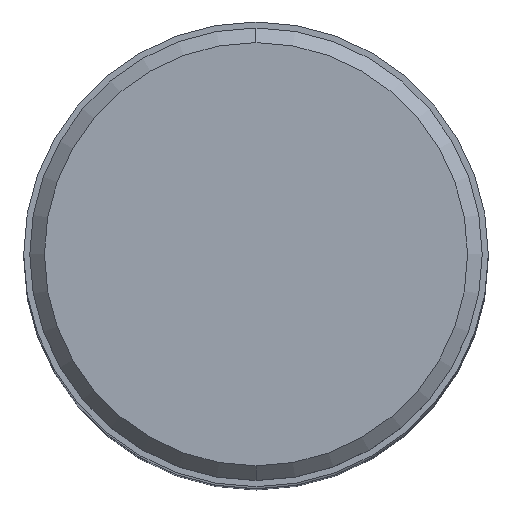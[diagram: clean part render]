
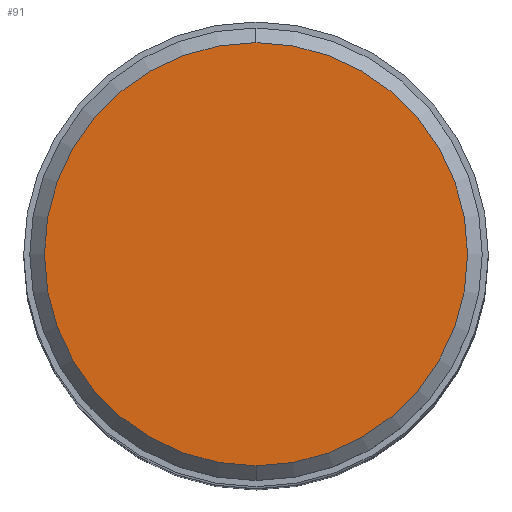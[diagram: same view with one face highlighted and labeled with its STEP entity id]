
A CAD part, top view. The second image highlights one B-rep face of the part: STEP entity #91.
In plain terms, the highlighted planar face has unit normal (0, 0, 1).
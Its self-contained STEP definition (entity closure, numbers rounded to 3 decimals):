
#44=PLANE('',#731);
#91=ADVANCED_FACE('',(#140),#44,.F.);
#140=FACE_OUTER_BOUND('',#180,.T.);
#180=EDGE_LOOP('',(#268,#269));
#268=ORIENTED_EDGE('',*,*,#430,.T.);
#269=ORIENTED_EDGE('',*,*,#431,.T.);
#374=VERTEX_POINT('',#1102);
#375=VERTEX_POINT('',#1103);
#430=EDGE_CURVE('',#374,#375,#505,.T.);
#431=EDGE_CURVE('',#375,#374,#506,.T.);
#505=CIRCLE('',#729,17.35);
#506=CIRCLE('',#730,17.35);
#729=AXIS2_PLACEMENT_3D('',#1101,#899,#900);
#730=AXIS2_PLACEMENT_3D('',#1104,#901,#902);
#731=AXIS2_PLACEMENT_3D('',#1105,#903,#904);
#899=DIRECTION('',(0.,0.,1.));
#900=DIRECTION('',(0.,1.,0.));
#901=DIRECTION('',(0.,0.,1.));
#902=DIRECTION('',(0.,-1.,0.));
#903=DIRECTION('',(0.,0.,-1.));
#904=DIRECTION('',(1.,0.,0.));
#1101=CARTESIAN_POINT('',(0.,0.,55.626));
#1102=CARTESIAN_POINT('',(0.,17.35,55.626));
#1103=CARTESIAN_POINT('',(0.,-17.35,55.626));
#1104=CARTESIAN_POINT('',(0.,0.,55.626));
#1105=CARTESIAN_POINT('',(0.,0.,55.626));
